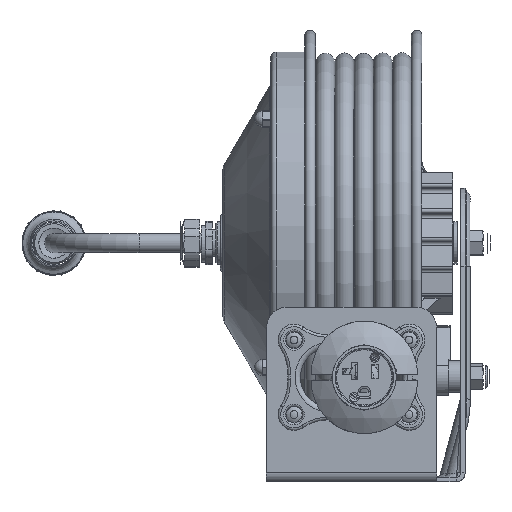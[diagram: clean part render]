
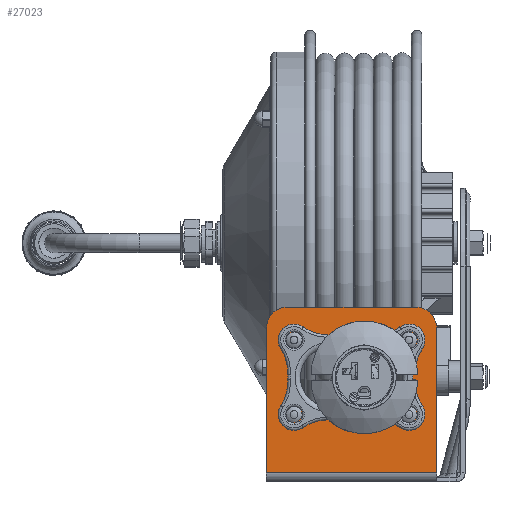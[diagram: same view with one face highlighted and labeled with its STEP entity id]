
A CAD part, front view. The second image highlights one B-rep face of the part: STEP entity #27023.
In plain terms, the highlighted planar face has unit normal (0, -1, 0).
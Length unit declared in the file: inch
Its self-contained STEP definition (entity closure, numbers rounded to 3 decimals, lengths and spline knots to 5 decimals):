
#26246=CARTESIAN_POINT('',(-2.,-4.2296,3.6046));
#26247=VERTEX_POINT('',#26246);
#26248=CARTESIAN_POINT('',(-1.5,-4.2296,4.1046));
#26249=VERTEX_POINT('',#26248);
#26250=CARTESIAN_POINT('',(-1.5,-4.2296,3.6046));
#26251=DIRECTION('',(0.0,1.0,0.0));
#26252=DIRECTION('',(-0.707,0.0,0.707));
#26253=AXIS2_PLACEMENT_3D('',#26250,#26251,#26252);
#26254=CIRCLE('',#26253,0.5);
#26255=EDGE_CURVE('',#26247,#26249,#26254,.T.);
#26312=CARTESIAN_POINT('',(-2.,-4.2296,0.2092));
#26313=VERTEX_POINT('',#26312);
#26321=CARTESIAN_POINT('',(-2.,-4.2296,0.2092));
#26322=DIRECTION('',(0.0,0.0,1.0));
#26323=VECTOR('',#26322,3.3954);
#26324=LINE('',#26321,#26323);
#26325=EDGE_CURVE('',#26313,#26247,#26324,.T.);
#26456=CARTESIAN_POINT('',(1.5,-4.2296,4.1046));
#26457=VERTEX_POINT('',#26456);
#26458=CARTESIAN_POINT('',(2.0,-4.2296,3.6046));
#26459=VERTEX_POINT('',#26458);
#26460=CARTESIAN_POINT('',(1.5,-4.2296,3.6046));
#26461=DIRECTION('',(0.,1.0,0.));
#26462=DIRECTION('',(0.707,0.,0.707));
#26463=AXIS2_PLACEMENT_3D('',#26460,#26461,#26462);
#26464=CIRCLE('',#26463,0.5);
#26465=EDGE_CURVE('',#26457,#26459,#26464,.T.);
#26489=CARTESIAN_POINT('',(2.0,-4.2296,0.2092));
#26490=VERTEX_POINT('',#26489);
#26491=CARTESIAN_POINT('',(2.0,-4.2296,3.6046));
#26492=DIRECTION('',(0.0,0.0,-1.0));
#26493=VECTOR('',#26492,3.3954);
#26494=LINE('',#26491,#26493);
#26495=EDGE_CURVE('',#26459,#26490,#26494,.T.);
#26914=CARTESIAN_POINT('',(-1.5,-4.2296,4.1046));
#26915=DIRECTION('',(1.0,0.0,0.0));
#26916=VECTOR('',#26915,3.);
#26917=LINE('',#26914,#26916);
#26918=EDGE_CURVE('',#26249,#26457,#26917,.T.);
#26925=CARTESIAN_POINT('',(0.,-4.2296,2.1046));
#26926=DIRECTION('',(0.0,1.0,0.0));
#26927=DIRECTION('',(0.0,0.0,1.0));
#26928=AXIS2_PLACEMENT_3D('',#26925,#26926,#26927);
#26929=PLANE('',#26928);
#26930=ORIENTED_EDGE('',*,*,#26255,.F.);
#26931=ORIENTED_EDGE('',*,*,#26325,.F.);
#26932=CARTESIAN_POINT('',(2.,-4.2296,0.2092));
#26933=DIRECTION('',(-1.0,0.0,0.0));
#26934=VECTOR('',#26933,4.);
#26935=LINE('',#26932,#26934);
#26936=EDGE_CURVE('',#26490,#26313,#26935,.T.);
#26937=ORIENTED_EDGE('',*,*,#26936,.F.);
#26938=ORIENTED_EDGE('',*,*,#26495,.F.);
#26939=ORIENTED_EDGE('',*,*,#26465,.F.);
#26940=ORIENTED_EDGE('',*,*,#26918,.F.);
#26941=EDGE_LOOP('',(#26930,#26931,#26937,#26938,#26939,#26940));
#26942=FACE_OUTER_BOUND('',#26941,.T.);
#26943=CARTESIAN_POINT('',(1.46,-4.2296,1.5796));
#26944=VERTEX_POINT('',#26943);
#26945=CARTESIAN_POINT('',(1.35,-4.2296,1.5796));
#26946=DIRECTION('',(0.0,1.0,0.0));
#26947=DIRECTION('',(1.0,0.0,0.0));
#26948=AXIS2_PLACEMENT_3D('',#26945,#26946,#26947);
#26949=CIRCLE('',#26948,0.11);
#26950=EDGE_CURVE('',#26944,#26944,#26949,.T.);
#26951=ORIENTED_EDGE('',*,*,#26950,.T.);
#26952=EDGE_LOOP('',(#26951));
#26953=FACE_BOUND('',#26952,.T.);
#26954=CARTESIAN_POINT('',(-1.24,-4.2296,3.3296));
#26955=VERTEX_POINT('',#26954);
#26956=CARTESIAN_POINT('',(-1.35,-4.2296,3.3296));
#26957=DIRECTION('',(0.0,1.0,0.0));
#26958=DIRECTION('',(1.0,0.0,0.0));
#26959=AXIS2_PLACEMENT_3D('',#26956,#26957,#26958);
#26960=CIRCLE('',#26959,0.11);
#26961=EDGE_CURVE('',#26955,#26955,#26960,.T.);
#26962=ORIENTED_EDGE('',*,*,#26961,.T.);
#26963=EDGE_LOOP('',(#26962));
#26964=FACE_BOUND('',#26963,.T.);
#26965=CARTESIAN_POINT('',(1.46,-4.2296,3.3296));
#26966=VERTEX_POINT('',#26965);
#26967=CARTESIAN_POINT('',(1.35,-4.2296,3.3296));
#26968=DIRECTION('',(0.0,1.0,0.0));
#26969=DIRECTION('',(1.0,0.0,0.0));
#26970=AXIS2_PLACEMENT_3D('',#26967,#26968,#26969);
#26971=CIRCLE('',#26970,0.11);
#26972=EDGE_CURVE('',#26966,#26966,#26971,.T.);
#26973=ORIENTED_EDGE('',*,*,#26972,.T.);
#26974=EDGE_LOOP('',(#26973));
#26975=FACE_BOUND('',#26974,.T.);
#26976=CARTESIAN_POINT('',(-1.24,-4.2296,1.5796));
#26977=VERTEX_POINT('',#26976);
#26978=CARTESIAN_POINT('',(-1.35,-4.2296,1.5796));
#26979=DIRECTION('',(0.0,1.0,0.0));
#26980=DIRECTION('',(1.0,0.0,0.0));
#26981=AXIS2_PLACEMENT_3D('',#26978,#26979,#26980);
#26982=CIRCLE('',#26981,0.11);
#26983=EDGE_CURVE('',#26977,#26977,#26982,.T.);
#26984=ORIENTED_EDGE('',*,*,#26983,.T.);
#26985=EDGE_LOOP('',(#26984));
#26986=FACE_BOUND('',#26985,.T.);
#26987=CARTESIAN_POINT('',(-0.5,-4.2296,1.5796));
#26988=VERTEX_POINT('',#26987);
#26989=CARTESIAN_POINT('',(-0.5,-4.2296,3.3296));
#26990=VERTEX_POINT('',#26989);
#26991=CARTESIAN_POINT('',(-0.5,-4.2296,2.4546));
#26992=DIRECTION('',(0.0,1.0,0.0));
#26993=DIRECTION('',(0.0,0.0,-1.0));
#26994=AXIS2_PLACEMENT_3D('',#26991,#26992,#26993);
#26995=CIRCLE('',#26994,0.875);
#26996=EDGE_CURVE('',#26988,#26990,#26995,.T.);
#26997=ORIENTED_EDGE('',*,*,#26996,.T.);
#26998=CARTESIAN_POINT('',(0.5,-4.2296,3.3296));
#26999=VERTEX_POINT('',#26998);
#27000=CARTESIAN_POINT('',(-0.5,-4.2296,3.3296));
#27001=DIRECTION('',(1.0,0.0,0.0));
#27002=VECTOR('',#27001,1.0);
#27003=LINE('',#27000,#27002);
#27004=EDGE_CURVE('',#26990,#26999,#27003,.T.);
#27005=ORIENTED_EDGE('',*,*,#27004,.T.);
#27006=CARTESIAN_POINT('',(0.5,-4.2296,1.5796));
#27007=VERTEX_POINT('',#27006);
#27008=CARTESIAN_POINT('',(0.5,-4.2296,2.4546));
#27009=DIRECTION('',(0.0,1.0,0.0));
#27010=DIRECTION('',(0.0,0.0,1.0));
#27011=AXIS2_PLACEMENT_3D('',#27008,#27009,#27010);
#27012=CIRCLE('',#27011,0.875);
#27013=EDGE_CURVE('',#26999,#27007,#27012,.T.);
#27014=ORIENTED_EDGE('',*,*,#27013,.T.);
#27015=CARTESIAN_POINT('',(0.5,-4.2296,1.5796));
#27016=DIRECTION('',(-1.0,0.0,0.0));
#27017=VECTOR('',#27016,1.0);
#27018=LINE('',#27015,#27017);
#27019=EDGE_CURVE('',#27007,#26988,#27018,.T.);
#27020=ORIENTED_EDGE('',*,*,#27019,.T.);
#27021=EDGE_LOOP('',(#26997,#27005,#27014,#27020));
#27022=FACE_BOUND('',#27021,.T.);
#27023=ADVANCED_FACE('',(#26942,#26953,#26964,#26975,#26986,#27022),#26929,.F.);
